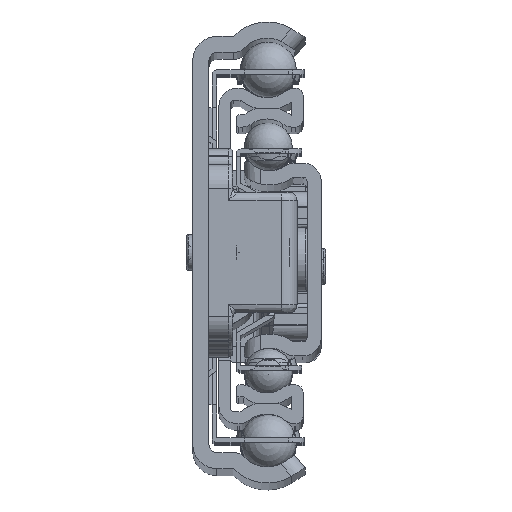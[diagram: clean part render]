
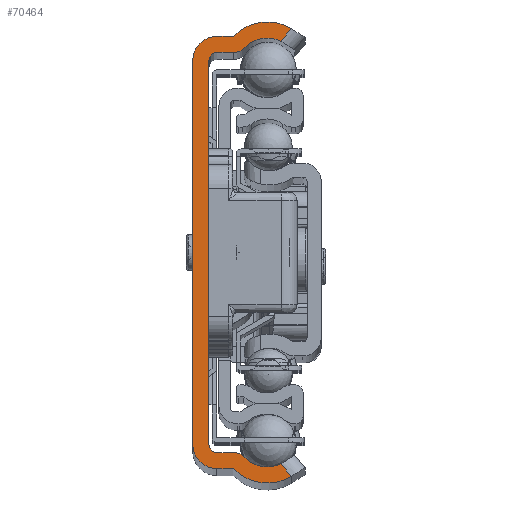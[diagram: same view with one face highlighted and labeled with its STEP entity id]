
A CAD part, top view. The second image highlights one B-rep face of the part: STEP entity #70464.
In plain terms, the highlighted planar face has unit normal (0, 0, 1).
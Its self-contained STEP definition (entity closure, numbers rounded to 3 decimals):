
#4119=PLANE('',#74615);
#6249=LINE('',#101568,#11539);
#6271=LINE('',#101656,#11561);
#6279=LINE('',#101702,#11569);
#6290=LINE('',#101762,#11580);
#6294=LINE('',#101774,#11584);
#6298=LINE('',#101786,#11588);
#6303=LINE('',#101803,#11593);
#6307=LINE('',#101817,#11597);
#11539=VECTOR('',#82110,10.);
#11561=VECTOR('',#82198,10.);
#11569=VECTOR('',#82228,10.);
#11580=VECTOR('',#82275,10.);
#11584=VECTOR('',#82287,10.);
#11588=VECTOR('',#82299,10.);
#11593=VECTOR('',#82320,10.);
#11597=VECTOR('',#82338,10.);
#17656=FACE_OUTER_BOUND('',#21279,.T.);
#21279=EDGE_LOOP('',(#47865,#47866,#47867,#47868,#47869,#47870,#47871,#47872,
#47873,#47874,#47875,#47876,#47877,#47878,#47879,#47880,#47881,#47882));
#25019=CIRCLE('',#74567,5.8);
#25021=CIRCLE('',#74576,3.8);
#25022=CIRCLE('',#74586,3.8);
#25024=CIRCLE('',#74589,2.);
#25026=CIRCLE('',#74593,1.);
#25028=CIRCLE('',#74597,1.);
#25030=CIRCLE('',#74601,2.);
#25032=CIRCLE('',#74605,5.8);
#25034=CIRCLE('',#74609,3.);
#25036=CIRCLE('',#74612,3.);
#28133=VERTEX_POINT('',#101566);
#28134=VERTEX_POINT('',#101567);
#28162=VERTEX_POINT('',#101650);
#28163=VERTEX_POINT('',#101655);
#28170=VERTEX_POINT('',#101677);
#28177=VERTEX_POINT('',#101696);
#28178=VERTEX_POINT('',#101701);
#28182=VERTEX_POINT('',#101717);
#28189=VERTEX_POINT('',#101749);
#28191=VERTEX_POINT('',#101755);
#28193=VERTEX_POINT('',#101761);
#28195=VERTEX_POINT('',#101767);
#28197=VERTEX_POINT('',#101773);
#28199=VERTEX_POINT('',#101779);
#28201=VERTEX_POINT('',#101785);
#28203=VERTEX_POINT('',#101796);
#28205=VERTEX_POINT('',#101802);
#28207=VERTEX_POINT('',#101811);
#35709=EDGE_CURVE('',#28133,#28134,#6249,.T.);
#35752=EDGE_CURVE('',#28162,#28163,#6271,.T.);
#35761=EDGE_CURVE('',#28170,#28162,#25019,.T.);
#35770=EDGE_CURVE('',#28177,#28178,#6279,.T.);
#35776=EDGE_CURVE('',#28182,#28177,#25021,.T.);
#35788=EDGE_CURVE('',#28163,#28189,#25022,.T.);
#35791=EDGE_CURVE('',#28189,#28191,#25024,.T.);
#35794=EDGE_CURVE('',#28191,#28193,#6290,.T.);
#35797=EDGE_CURVE('',#28193,#28195,#25026,.T.);
#35800=EDGE_CURVE('',#28195,#28197,#6294,.T.);
#35803=EDGE_CURVE('',#28197,#28199,#25028,.T.);
#35806=EDGE_CURVE('',#28199,#28201,#6298,.T.);
#35809=EDGE_CURVE('',#28201,#28182,#25030,.T.);
#35812=EDGE_CURVE('',#28178,#28203,#25032,.T.);
#35815=EDGE_CURVE('',#28203,#28205,#6303,.T.);
#35818=EDGE_CURVE('',#28205,#28133,#25034,.T.);
#35820=EDGE_CURVE('',#28134,#28207,#25036,.T.);
#35823=EDGE_CURVE('',#28207,#28170,#6307,.T.);
#47865=ORIENTED_EDGE('',*,*,#35752,.F.);
#47866=ORIENTED_EDGE('',*,*,#35761,.F.);
#47867=ORIENTED_EDGE('',*,*,#35823,.F.);
#47868=ORIENTED_EDGE('',*,*,#35820,.F.);
#47869=ORIENTED_EDGE('',*,*,#35709,.F.);
#47870=ORIENTED_EDGE('',*,*,#35818,.F.);
#47871=ORIENTED_EDGE('',*,*,#35815,.F.);
#47872=ORIENTED_EDGE('',*,*,#35812,.F.);
#47873=ORIENTED_EDGE('',*,*,#35770,.F.);
#47874=ORIENTED_EDGE('',*,*,#35776,.F.);
#47875=ORIENTED_EDGE('',*,*,#35809,.F.);
#47876=ORIENTED_EDGE('',*,*,#35806,.F.);
#47877=ORIENTED_EDGE('',*,*,#35803,.F.);
#47878=ORIENTED_EDGE('',*,*,#35800,.F.);
#47879=ORIENTED_EDGE('',*,*,#35797,.F.);
#47880=ORIENTED_EDGE('',*,*,#35794,.F.);
#47881=ORIENTED_EDGE('',*,*,#35791,.F.);
#47882=ORIENTED_EDGE('',*,*,#35788,.F.);
#70464=ADVANCED_FACE('',(#17656),#4119,.T.);
#74567=AXIS2_PLACEMENT_3D('',#101679,#82210,#82211);
#74576=AXIS2_PLACEMENT_3D('',#101719,#82235,#82236);
#74586=AXIS2_PLACEMENT_3D('',#101750,#82261,#82262);
#74589=AXIS2_PLACEMENT_3D('',#101756,#82268,#82269);
#74593=AXIS2_PLACEMENT_3D('',#101768,#82280,#82281);
#74597=AXIS2_PLACEMENT_3D('',#101780,#82292,#82293);
#74601=AXIS2_PLACEMENT_3D('',#101791,#82304,#82305);
#74605=AXIS2_PLACEMENT_3D('',#101797,#82313,#82314);
#74609=AXIS2_PLACEMENT_3D('',#101808,#82325,#82326);
#74612=AXIS2_PLACEMENT_3D('',#101812,#82331,#82332);
#74615=AXIS2_PLACEMENT_3D('',#101819,#82340,#82341);
#82110=DIRECTION('',(0.,1.,0.));
#82198=DIRECTION('',(-0.653,-0.757,0.));
#82210=DIRECTION('center_axis',(0.,0.,-1.));
#82211=DIRECTION('ref_axis',(-0.525,-0.851,0.));
#82228=DIRECTION('',(0.653,-0.757,0.));
#82235=DIRECTION('center_axis',(0.,0.,1.));
#82236=DIRECTION('ref_axis',(-0.724,-0.69,0.));
#82261=DIRECTION('center_axis',(0.,0.,1.));
#82262=DIRECTION('ref_axis',(0.525,0.851,0.));
#82268=DIRECTION('center_axis',(0.,0.,-1.));
#82269=DIRECTION('ref_axis',(0.,1.,0.));
#82275=DIRECTION('',(-1.,0.,0.));
#82280=DIRECTION('center_axis',(0.,0.,1.));
#82281=DIRECTION('ref_axis',(0.,1.,0.));
#82287=DIRECTION('',(0.,-1.,0.));
#82292=DIRECTION('center_axis',(0.,0.,1.));
#82293=DIRECTION('ref_axis',(-1.,0.,0.));
#82299=DIRECTION('',(1.,0.,0.));
#82304=DIRECTION('center_axis',(0.,0.,-1.));
#82305=DIRECTION('ref_axis',(-0.724,-0.69,0.));
#82313=DIRECTION('center_axis',(0.,0.,-1.));
#82314=DIRECTION('ref_axis',(0.724,0.69,0.));
#82320=DIRECTION('',(-1.,0.,0.));
#82325=DIRECTION('center_axis',(0.,0.,-1.));
#82326=DIRECTION('ref_axis',(1.,0.,0.));
#82331=DIRECTION('center_axis',(0.,0.,-1.));
#82332=DIRECTION('ref_axis',(0.,-1.,0.));
#82338=DIRECTION('',(1.,0.,0.));
#82340=DIRECTION('center_axis',(0.,0.,1.));
#82341=DIRECTION('ref_axis',(1.,0.,0.));
#101566=CARTESIAN_POINT('',(-9.25,-23.9,500.));
#101567=CARTESIAN_POINT('',(-9.25,23.9,500.));
#101568=CARTESIAN_POINT('',(-9.25,-23.9,500.));
#101650=CARTESIAN_POINT('',(3.027,27.848,500.));
#101655=CARTESIAN_POINT('',(1.693,26.302,500.));
#101656=CARTESIAN_POINT('',(-5.642,17.798,500.));
#101677=CARTESIAN_POINT('',(-4.2,26.9,500.));
#101679=CARTESIAN_POINT('Origin',(0.,22.9,
500.));
#101696=CARTESIAN_POINT('',(1.693,-26.302,500.));
#101701=CARTESIAN_POINT('',(3.027,-27.848,500.));
#101702=CARTESIAN_POINT('',(-6.304,-17.031,500.));
#101717=CARTESIAN_POINT('',(-2.752,-25.521,500.));
#101719=CARTESIAN_POINT('Origin',(0.,-22.9,
500.));
#101749=CARTESIAN_POINT('',(-2.752,25.521,500.));
#101750=CARTESIAN_POINT('Origin',(0.,22.9,
500.));
#101755=CARTESIAN_POINT('',(-4.2,24.9,500.));
#101756=CARTESIAN_POINT('Origin',(-4.2,26.9,500.));
#101761=CARTESIAN_POINT('',(-6.25,24.9,500.));
#101762=CARTESIAN_POINT('',(-4.2,24.9,500.));
#101767=CARTESIAN_POINT('',(-7.25,23.9,500.));
#101768=CARTESIAN_POINT('Origin',(-6.25,23.9,500.));
#101773=CARTESIAN_POINT('',(-7.25,-23.9,500.));
#101774=CARTESIAN_POINT('',(-7.25,23.9,500.));
#101779=CARTESIAN_POINT('',(-6.25,-24.9,500.));
#101780=CARTESIAN_POINT('Origin',(-6.25,-23.9,500.));
#101785=CARTESIAN_POINT('',(-4.2,-24.9,500.));
#101786=CARTESIAN_POINT('',(-6.25,-24.9,500.));
#101791=CARTESIAN_POINT('Origin',(-4.2,-26.9,500.));
#101796=CARTESIAN_POINT('',(-4.2,-26.9,500.));
#101797=CARTESIAN_POINT('Origin',(0.,-22.9,
500.));
#101802=CARTESIAN_POINT('',(-6.25,-26.9,500.));
#101803=CARTESIAN_POINT('',(-4.2,-26.9,500.));
#101808=CARTESIAN_POINT('Origin',(-6.25,-23.9,500.));
#101811=CARTESIAN_POINT('',(-6.25,26.9,500.));
#101812=CARTESIAN_POINT('Origin',(-6.25,23.9,500.));
#101817=CARTESIAN_POINT('',(-6.25,26.9,500.));
#101819=CARTESIAN_POINT('Origin',(-5.819,0.,
500.));
